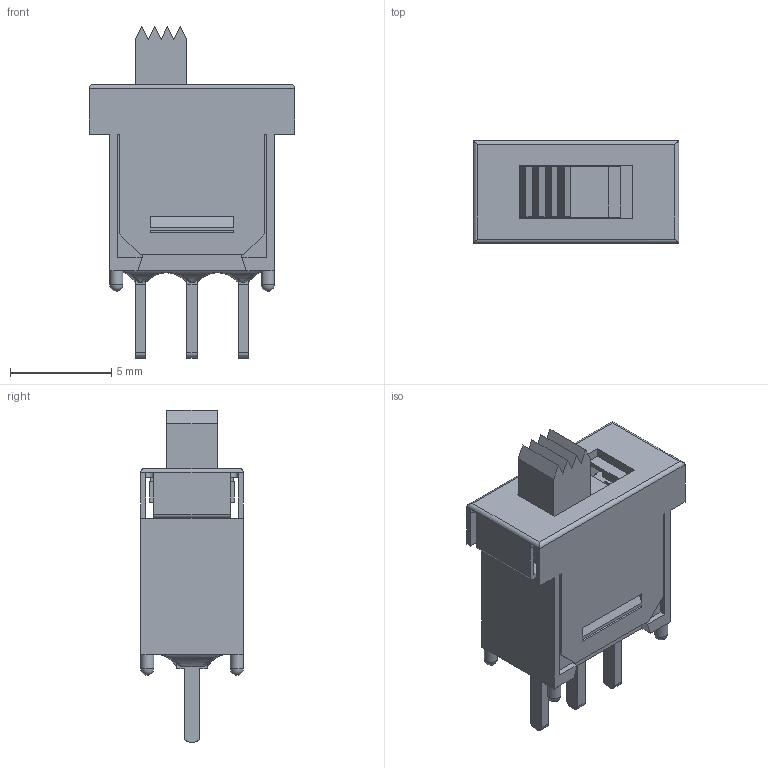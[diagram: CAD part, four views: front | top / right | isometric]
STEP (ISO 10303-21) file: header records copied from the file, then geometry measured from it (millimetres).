
FILE_DESCRIPTION((' '),'2;1');
FILE_NAME('500ASSPxM2xE.stp','2017-07-25T16:11:55',(' '),(' '),' ','ACIS',' ');
FILE_SCHEMA(('CONFIG_CONTROL_DESIGN'));
Length unit declared in the file: inch
Products named in the file (1): 500ASSPxM2xE.stp
Bounding box: 10.16 x 5.08 x 16.41 mm (x, y, z)
Volume: 225.4 mm3; surface area: 913.9 mm2
Topology: 1 solids, 1 shells, 202 faces, 597 edges, 380 vertices
Faces by surface type: plane 164, cylinder 26, bspline 8, sphere 4
Full cylindrical faces by diameter (mm): 0.65 x4
Entity records: 7717 total; most frequent: CARTESIAN_POINT 2329, ORIENTED_EDGE 1166, DIRECTION 988, EDGE_CURVE 583, VECTOR 498, LINE 498, VERTEX_POINT 374, AXIS2_PLACEMENT_3D 245
